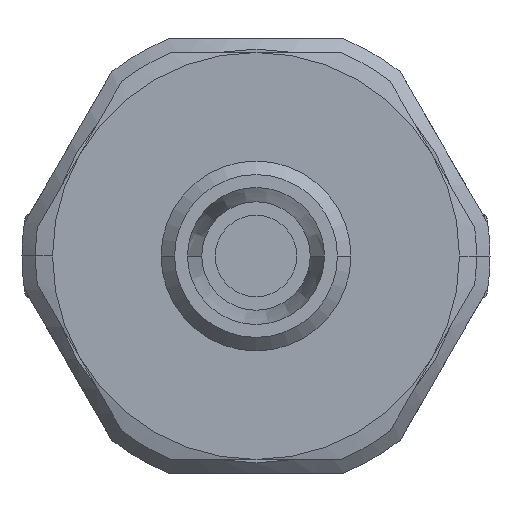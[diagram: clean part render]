
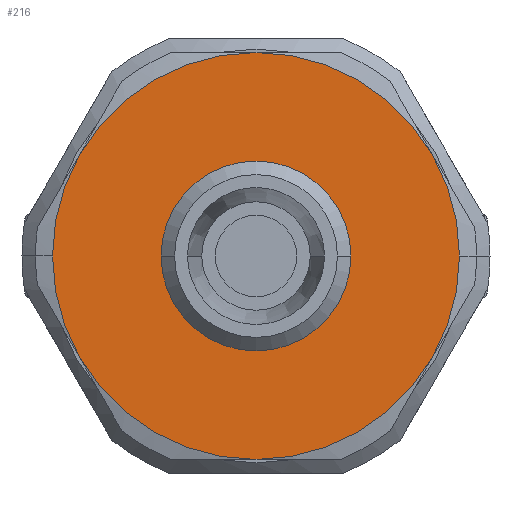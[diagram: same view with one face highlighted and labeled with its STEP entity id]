
A CAD part, left-side view. The second image highlights one B-rep face of the part: STEP entity #216.
In plain terms, the highlighted planar face has unit normal (-1, 0, 0).
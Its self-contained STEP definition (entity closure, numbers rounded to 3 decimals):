
#216 = ADVANCED_FACE( '', ( #390, #391 ), #392, .T. );
#390 = FACE_OUTER_BOUND( '', #657, .T. );
#391 = FACE_BOUND( '', #658, .T. );
#392 = PLANE( '', #659 );
#657 = EDGE_LOOP( '', ( #1169, #1170, #1171, #1172, #1173, #1174, #1175, #1176 ) );
#658 = EDGE_LOOP( '', ( #1177, #1178, #1179 ) );
#659 = AXIS2_PLACEMENT_3D( '', #1180, #1181, #1182 );
#1169 = ORIENTED_EDGE( '', *, *, #1949, .F. );
#1170 = ORIENTED_EDGE( '', *, *, #1952, .F. );
#1171 = ORIENTED_EDGE( '', *, *, #1959, .F. );
#1172 = ORIENTED_EDGE( '', *, *, #1950, .F. );
#1173 = ORIENTED_EDGE( '', *, *, #1892, .F. );
#1174 = ORIENTED_EDGE( '', *, *, #1946, .F. );
#1175 = ORIENTED_EDGE( '', *, *, #1944, .F. );
#1176 = ORIENTED_EDGE( '', *, *, #1894, .F. );
#1177 = ORIENTED_EDGE( '', *, *, #1871, .T. );
#1178 = ORIENTED_EDGE( '', *, *, #1958, .T. );
#1179 = ORIENTED_EDGE( '', *, *, #1872, .T. );
#1180 = CARTESIAN_POINT( '', ( -7., -10.925, 0. ) );
#1181 = DIRECTION( '', ( -1., 0., 0. ) );
#1182 = DIRECTION( '', ( 0., 1., 0. ) );
#1871 = EDGE_CURVE( '', #2214, #2212, #2215, .T. );
#1872 = EDGE_CURVE( '', #2206, #2214, #2216, .T. );
#1892 = EDGE_CURVE( '', #2249, #2247, #2251, .T. );
#1894 = EDGE_CURVE( '', #2252, #2254, #2255, .T. );
#1944 = EDGE_CURVE( '', #2254, #2303, #2337, .T. );
#1946 = EDGE_CURVE( '', #2303, #2249, #2339, .T. );
#1949 = EDGE_CURVE( '', #2286, #2252, #2342, .T. );
#1950 = EDGE_CURVE( '', #2247, #2320, #2343, .T. );
#1952 = EDGE_CURVE( '', #2274, #2286, #2345, .T. );
#1958 = EDGE_CURVE( '', #2212, #2206, #2351, .T. );
#1959 = EDGE_CURVE( '', #2320, #2274, #2352, .T. );
#2206 = VERTEX_POINT( '', #2721 );
#2212 = VERTEX_POINT( '', #2727 );
#2214 = VERTEX_POINT( '', #2729 );
#2215 = CIRCLE( '', #2730, 6.85 );
#2216 = CIRCLE( '', #2731, 6.85 );
#2247 = VERTEX_POINT( '', #2772 );
#2249 = VERTEX_POINT( '', #2775 );
#2251 = CIRCLE( '', #2786, 15. );
#2252 = VERTEX_POINT( '', #2787 );
#2254 = VERTEX_POINT( '', #2790 );
#2255 = CIRCLE( '', #2791, 15. );
#2274 = VERTEX_POINT( '', #2858 );
#2286 = VERTEX_POINT( '', #2908 );
#2303 = VERTEX_POINT( '', #2982 );
#2320 = VERTEX_POINT( '', #3056 );
#2337 = CIRCLE( '', #3092, 15. );
#2339 = CIRCLE( '', #3094, 15. );
#2342 = CIRCLE( '', #3097, 15. );
#2343 = CIRCLE( '', #3098, 15. );
#2345 = CIRCLE( '', #3100, 15. );
#2351 = CIRCLE( '', #3106, 6.85 );
#2352 = CIRCLE( '', #3107, 15. );
#2721 = CARTESIAN_POINT( '', ( -7., 0., 6.85 ) );
#2727 = CARTESIAN_POINT( '', ( -7., 0., -6.85 ) );
#2729 = CARTESIAN_POINT( '', ( -7., -6.85, 0. ) );
#2730 = AXIS2_PLACEMENT_3D( '', #3720, #3721, #3722 );
#2731 = AXIS2_PLACEMENT_3D( '', #3723, #3724, #3725 );
#2772 = CARTESIAN_POINT( '', ( -7., 15., 0. ) );
#2775 = CARTESIAN_POINT( '', ( -7., 12.99, -7.5 ) );
#2786 = AXIS2_PLACEMENT_3D( '', #3758, #3759, #3760 );
#2787 = CARTESIAN_POINT( '', ( -7., -15., 0. ) );
#2790 = CARTESIAN_POINT( '', ( -7., -12.99, -7.5 ) );
#2791 = AXIS2_PLACEMENT_3D( '', #3762, #3763, #3764 );
#2858 = CARTESIAN_POINT( '', ( -7., 0., 15. ) );
#2908 = CARTESIAN_POINT( '', ( -7., -12.99, 7.5 ) );
#2982 = CARTESIAN_POINT( '', ( -7., 0., -15. ) );
#3056 = CARTESIAN_POINT( '', ( -7., 12.99, 7.5 ) );
#3092 = AXIS2_PLACEMENT_3D( '', #3819, #3820, #3821 );
#3094 = AXIS2_PLACEMENT_3D( '', #3825, #3826, #3827 );
#3097 = AXIS2_PLACEMENT_3D( '', #3834, #3835, #3836 );
#3098 = AXIS2_PLACEMENT_3D( '', #3837, #3838, #3839 );
#3100 = AXIS2_PLACEMENT_3D( '', #3843, #3844, #3845 );
#3106 = AXIS2_PLACEMENT_3D( '', #3861, #3862, #3863 );
#3107 = AXIS2_PLACEMENT_3D( '', #3864, #3865, #3866 );
#3720 = CARTESIAN_POINT( '', ( -7., 0., 0. ) );
#3721 = DIRECTION( '', ( 1., 0., 0. ) );
#3722 = DIRECTION( '', ( 0., -1., 0. ) );
#3723 = CARTESIAN_POINT( '', ( -7., 0., 0. ) );
#3724 = DIRECTION( '', ( 1., 0., 0. ) );
#3725 = DIRECTION( '', ( 0., -1., 0. ) );
#3758 = CARTESIAN_POINT( '', ( -7., 0., 0. ) );
#3759 = DIRECTION( '', ( 1., 0., 0. ) );
#3760 = DIRECTION( '', ( 0., -1., 0. ) );
#3762 = CARTESIAN_POINT( '', ( -7., 0., 0. ) );
#3763 = DIRECTION( '', ( 1., 0., 0. ) );
#3764 = DIRECTION( '', ( 0., -1., 0. ) );
#3819 = CARTESIAN_POINT( '', ( -7., 0., 0. ) );
#3820 = DIRECTION( '', ( 1., 0., 0. ) );
#3821 = DIRECTION( '', ( 0., -1., 0. ) );
#3825 = CARTESIAN_POINT( '', ( -7., 0., 0. ) );
#3826 = DIRECTION( '', ( 1., 0., 0. ) );
#3827 = DIRECTION( '', ( 0., -1., 0. ) );
#3834 = CARTESIAN_POINT( '', ( -7., 0., 0. ) );
#3835 = DIRECTION( '', ( 1., 0., 0. ) );
#3836 = DIRECTION( '', ( 0., -1., 0. ) );
#3837 = CARTESIAN_POINT( '', ( -7., 0., 0. ) );
#3838 = DIRECTION( '', ( 1., 0., 0. ) );
#3839 = DIRECTION( '', ( 0., -1., 0. ) );
#3843 = CARTESIAN_POINT( '', ( -7., 0., 0. ) );
#3844 = DIRECTION( '', ( 1., 0., 0. ) );
#3845 = DIRECTION( '', ( 0., -1., 0. ) );
#3861 = CARTESIAN_POINT( '', ( -7., 0., 0. ) );
#3862 = DIRECTION( '', ( 1., 0., 0. ) );
#3863 = DIRECTION( '', ( 0., -1., 0. ) );
#3864 = CARTESIAN_POINT( '', ( -7., 0., 0. ) );
#3865 = DIRECTION( '', ( 1., 0., 0. ) );
#3866 = DIRECTION( '', ( 0., -1., 0. ) );
